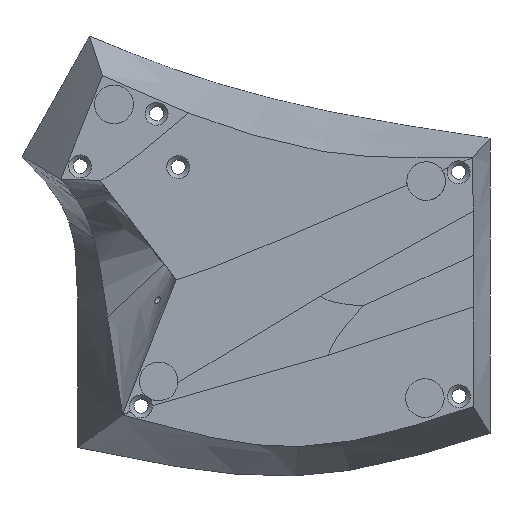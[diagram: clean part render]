
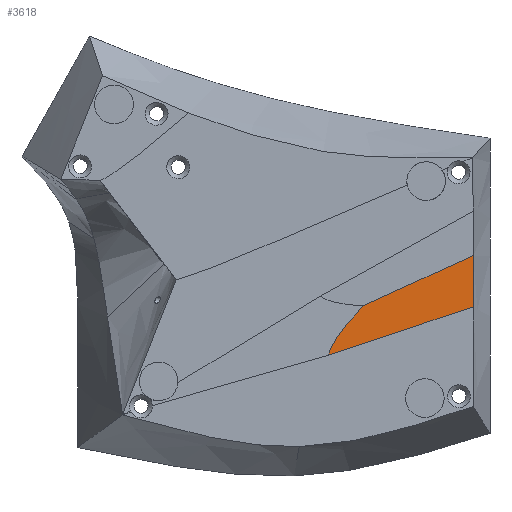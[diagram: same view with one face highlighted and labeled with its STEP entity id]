
A CAD part, front view. The second image highlights one B-rep face of the part: STEP entity #3618.
In plain terms, the highlighted free-form (B-spline) face has degree [3, 3] with [9, 9] control points.
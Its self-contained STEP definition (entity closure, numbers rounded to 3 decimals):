
#63=B_SPLINE_SURFACE_WITH_KNOTS('',3,3,((#9983,#9984,#9985,#9986,#9987,
#9988,#9989,#9990,#9991),(#9992,#9993,#9994,#9995,#9996,#9997,#9998,#9999,
#10000),(#10001,#10002,#10003,#10004,#10005,#10006,#10007,#10008,#10009),
(#10010,#10011,#10012,#10013,#10014,#10015,#10016,#10017,#10018),(#10019,
#10020,#10021,#10022,#10023,#10024,#10025,#10026,#10027),(#10028,#10029,
#10030,#10031,#10032,#10033,#10034,#10035,#10036),(#10037,#10038,#10039,
#10040,#10041,#10042,#10043,#10044,#10045),(#10046,#10047,#10048,#10049,
#10050,#10051,#10052,#10053,#10054),(#10055,#10056,#10057,#10058,#10059,
#10060,#10061,#10062,#10063)),.UNSPECIFIED.,.F.,.F.,.F.,(4,1,2,2,4),(4,
1,2,2,4),(0.,0.028,0.056,0.084,0.111),
(0.,0.028,0.056,0.084,0.111),
 .UNSPECIFIED.);
#229=B_SPLINE_CURVE_WITH_KNOTS('',3,(#7829,#7830,#7831,#7832,#7833,#7834,
#7835,#7836,#7837,#7838),.UNSPECIFIED.,.F.,.F.,(4,2,2,2,4),(-0.111,
-0.084,-0.056,-0.028,0.),
 .UNSPECIFIED.);
#270=B_SPLINE_CURVE_WITH_KNOTS('',3,(#10065,#10066,#10067,#10068,#10069,
#10070,#10071),.UNSPECIFIED.,.F.,.F.,(4,1,2,4),(0.111,0.167,
0.195,0.223),.UNSPECIFIED.);
#271=B_SPLINE_CURVE_WITH_KNOTS('',3,(#10073,#10074,#10075,#10076),
 .UNSPECIFIED.,.F.,.F.,(4,4),(0.223,0.334),
 .UNSPECIFIED.);
#272=B_SPLINE_CURVE_WITH_KNOTS('',3,(#10077,#10078,#10079,#10080,#10081,
#10082,#10083,#10084,#10085),.UNSPECIFIED.,.F.,.F.,(4,1,2,2,4),(0.,0.028,
0.056,0.084,0.111),.UNSPECIFIED.);
#632=FACE_OUTER_BOUND('',#848,.T.);
#848=EDGE_LOOP('',(#3229,#3230,#3231,#3232));
#1707=VERTEX_POINT('',#7820);
#1708=VERTEX_POINT('',#7828);
#1769=VERTEX_POINT('',#10064);
#1770=VERTEX_POINT('',#10072);
#2167=EDGE_CURVE('',#1708,#1707,#229,.T.);
#2278=EDGE_CURVE('',#1707,#1769,#270,.T.);
#2279=EDGE_CURVE('',#1769,#1770,#271,.T.);
#2280=EDGE_CURVE('',#1770,#1708,#272,.T.);
#3229=ORIENTED_EDGE('',*,*,#2278,.T.);
#3230=ORIENTED_EDGE('',*,*,#2279,.T.);
#3231=ORIENTED_EDGE('',*,*,#2280,.T.);
#3232=ORIENTED_EDGE('',*,*,#2167,.T.);
#3618=ADVANCED_FACE('',(#632),#63,.F.);
#7820=CARTESIAN_POINT('',(68.247,0.,-35.372));
#7828=CARTESIAN_POINT('',(78.218,0.,-21.307));
#7829=CARTESIAN_POINT('Ctrl Pts',(78.218,0.,-21.307));
#7830=CARTESIAN_POINT('Ctrl Pts',(77.257,0.,-22.282));
#7831=CARTESIAN_POINT('Ctrl Pts',(76.339,0.,-23.203));
#7832=CARTESIAN_POINT('Ctrl Pts',(74.45,0.,-25.286));
#7833=CARTESIAN_POINT('Ctrl Pts',(73.479,0.,-26.448));
#7834=CARTESIAN_POINT('Ctrl Pts',(71.484,0.,-29.014));
#7835=CARTESIAN_POINT('Ctrl Pts',(70.585,0.,-30.324));
#7836=CARTESIAN_POINT('Ctrl Pts',(69.126,0.,-32.902));
#7837=CARTESIAN_POINT('Ctrl Pts',(68.566,0.,-34.169));
#7838=CARTESIAN_POINT('Ctrl Pts',(68.247,0.,-35.372));
#9983=CARTESIAN_POINT('Ctrl Pts',(109.326,0.,-21.674));
#9984=CARTESIAN_POINT('Ctrl Pts',(109.328,0.,-20.451));
#9985=CARTESIAN_POINT('Ctrl Pts',(109.333,0.,-17.99));
#9986=CARTESIAN_POINT('Ctrl Pts',(109.338,0.,-15.524));
#9987=CARTESIAN_POINT('Ctrl Pts',(109.343,0.,-13.07));
#9988=CARTESIAN_POINT('Ctrl Pts',(109.346,0.,-11.85));
#9989=CARTESIAN_POINT('Ctrl Pts',(109.35,0.,-9.435));
#9990=CARTESIAN_POINT('Ctrl Pts',(109.353,0.,-8.241));
#9991=CARTESIAN_POINT('Ctrl Pts',(109.354,0.,-7.068));
#9992=CARTESIAN_POINT('Ctrl Pts',(105.988,0.,-22.839));
#9993=CARTESIAN_POINT('Ctrl Pts',(106.004,0.,-21.629));
#9994=CARTESIAN_POINT('Ctrl Pts',(106.062,0.,-19.189));
#9995=CARTESIAN_POINT('Ctrl Pts',(106.14,0.,-16.749));
#9996=CARTESIAN_POINT('Ctrl Pts',(106.212,0.,-14.327));
#9997=CARTESIAN_POINT('Ctrl Pts',(106.246,0.,-13.125));
#9998=CARTESIAN_POINT('Ctrl Pts',(106.292,0.,-10.759));
#9999=CARTESIAN_POINT('Ctrl Pts',(106.304,0.,-9.595));
#10000=CARTESIAN_POINT('Ctrl Pts',(106.298,0.,-8.459));
#10001=CARTESIAN_POINT('Ctrl Pts',(99.311,0.,-25.17));
#10002=CARTESIAN_POINT('Ctrl Pts',(99.355,0.,-23.984));
#10003=CARTESIAN_POINT('Ctrl Pts',(99.519,0.,-21.588));
#10004=CARTESIAN_POINT('Ctrl Pts',(99.743,0.,-19.198));
#10005=CARTESIAN_POINT('Ctrl Pts',(99.951,0.,-16.839));
#10006=CARTESIAN_POINT('Ctrl Pts',(100.046,0.,-15.675));
#10007=CARTESIAN_POINT('Ctrl Pts',(100.175,0.,-13.406));
#10008=CARTESIAN_POINT('Ctrl Pts',(100.208,0.,-12.302));
#10009=CARTESIAN_POINT('Ctrl Pts',(100.187,0.,-11.241));
#10010=CARTESIAN_POINT('Ctrl Pts',(92.571,0.,-27.483));
#10011=CARTESIAN_POINT('Ctrl Pts',(92.652,0.,-26.314));
#10012=CARTESIAN_POINT('Ctrl Pts',(92.951,0.,-23.94));
#10013=CARTESIAN_POINT('Ctrl Pts',(93.381,0.,-21.574));
#10014=CARTESIAN_POINT('Ctrl Pts',(93.803,0.,-19.251));
#10015=CARTESIAN_POINT('Ctrl Pts',(94.01,0.,-18.111));
#10016=CARTESIAN_POINT('Ctrl Pts',(94.302,0.,-15.925));
#10017=CARTESIAN_POINT('Ctrl Pts',(94.387,0.,-14.878));
#10018=CARTESIAN_POINT('Ctrl Pts',(94.353,0.,-13.902));
#10019=CARTESIAN_POINT('Ctrl Pts',(85.767,0.,-29.778));
#10020=CARTESIAN_POINT('Ctrl Pts',(85.894,0.,-28.617));
#10021=CARTESIAN_POINT('Ctrl Pts',(86.36,0.,-26.245));
#10022=CARTESIAN_POINT('Ctrl Pts',(87.056,0.,-23.877));
#10023=CARTESIAN_POINT('Ctrl Pts',(87.771,0.,-21.563));
#10024=CARTESIAN_POINT('Ctrl Pts',(88.133,0.,-20.435));
#10025=CARTESIAN_POINT('Ctrl Pts',(88.693,0.,-18.301));
#10026=CARTESIAN_POINT('Ctrl Pts',(88.87,0.,-17.309));
#10027=CARTESIAN_POINT('Ctrl Pts',(88.826,0.,-16.429));
#10028=CARTESIAN_POINT('Ctrl Pts',(82.333,0.,-30.916));
#10029=CARTESIAN_POINT('Ctrl Pts',(82.488,0.,-29.756));
#10030=CARTESIAN_POINT('Ctrl Pts',(83.052,0.,-27.374));
#10031=CARTESIAN_POINT('Ctrl Pts',(83.911,0.,-24.992));
#10032=CARTESIAN_POINT('Ctrl Pts',(84.807,0.,-22.67));
#10033=CARTESIAN_POINT('Ctrl Pts',(85.273,0.,-21.54));
#10034=CARTESIAN_POINT('Ctrl Pts',(86.02,0.,-19.418));
#10035=CARTESIAN_POINT('Ctrl Pts',(86.262,0.,-18.453));
#10036=CARTESIAN_POINT('Ctrl Pts',(86.368,0.,-17.556));
#10037=CARTESIAN_POINT('Ctrl Pts',(75.37,0.,-33.166));
#10038=CARTESIAN_POINT('Ctrl Pts',(75.595,0.,-31.995));
#10039=CARTESIAN_POINT('Ctrl Pts',(76.399,0.,-29.563));
#10040=CARTESIAN_POINT('Ctrl Pts',(77.663,0.,-27.103));
#10041=CARTESIAN_POINT('Ctrl Pts',(79.008,0.,-24.722));
#10042=CARTESIAN_POINT('Ctrl Pts',(79.72,0.,-23.569));
#10043=CARTESIAN_POINT('Ctrl Pts',(80.993,0.,-21.44));
#10044=CARTESIAN_POINT('Ctrl Pts',(81.546,0.,-20.473));
#10045=CARTESIAN_POINT('Ctrl Pts',(82.063,0.,-19.533));
#10046=CARTESIAN_POINT('Ctrl Pts',(71.84,0.,-34.278));
#10047=CARTESIAN_POINT('Ctrl Pts',(72.108,0.,-33.095));
#10048=CARTESIAN_POINT('Ctrl Pts',(73.055,0.,-30.622));
#10049=CARTESIAN_POINT('Ctrl Pts',(74.561,0.,-28.1));
#10050=CARTESIAN_POINT('Ctrl Pts',(76.214,0.,-25.645));
#10051=CARTESIAN_POINT('Ctrl Pts',(77.045,0.,-24.474));
#10052=CARTESIAN_POINT('Ctrl Pts',(78.637,0.,-22.339));
#10053=CARTESIAN_POINT('Ctrl Pts',(79.539,0.,-21.371));
#10054=CARTESIAN_POINT('Ctrl Pts',(80.216,0.,-20.385));
#10055=CARTESIAN_POINT('Ctrl Pts',(68.247,0.,-35.372));
#10056=CARTESIAN_POINT('Ctrl Pts',(68.566,0.,-34.169));
#10057=CARTESIAN_POINT('Ctrl Pts',(69.686,0.,-31.634));
#10058=CARTESIAN_POINT('Ctrl Pts',(71.484,0.,-29.014));
#10059=CARTESIAN_POINT('Ctrl Pts',(73.479,0.,-26.448));
#10060=CARTESIAN_POINT('Ctrl Pts',(74.45,0.,-25.286));
#10061=CARTESIAN_POINT('Ctrl Pts',(76.339,0.,-23.203));
#10062=CARTESIAN_POINT('Ctrl Pts',(77.257,0.,-22.282));
#10063=CARTESIAN_POINT('Ctrl Pts',(78.218,0.,-21.307));
#10064=CARTESIAN_POINT('',(109.326,0.,-21.674));
#10065=CARTESIAN_POINT('Ctrl Pts',(68.247,0.,-35.372));
#10066=CARTESIAN_POINT('Ctrl Pts',(75.433,0.,-33.184));
#10067=CARTESIAN_POINT('Ctrl Pts',(85.83,0.,-29.795));
#10068=CARTESIAN_POINT('Ctrl Pts',(95.941,0.,-26.326));
#10069=CARTESIAN_POINT('Ctrl Pts',(102.649,0.,-24.004));
#10070=CARTESIAN_POINT('Ctrl Pts',(105.988,0.,-22.839));
#10071=CARTESIAN_POINT('Ctrl Pts',(109.326,0.,-21.674));
#10072=CARTESIAN_POINT('',(109.354,0.,-7.068));
#10073=CARTESIAN_POINT('Ctrl Pts',(109.326,0.,
-21.674));
#10074=CARTESIAN_POINT('Ctrl Pts',(109.335,0.,-16.784));
#10075=CARTESIAN_POINT('Ctrl Pts',(109.347,0.,-11.762));
#10076=CARTESIAN_POINT('Ctrl Pts',(109.354,0.,
-7.068));
#10077=CARTESIAN_POINT('Ctrl Pts',(109.354,0.,-7.068));
#10078=CARTESIAN_POINT('Ctrl Pts',(106.298,0.,-8.459));
#10079=CARTESIAN_POINT('Ctrl Pts',(100.187,0.,-11.241));
#10080=CARTESIAN_POINT('Ctrl Pts',(94.353,0.,-13.902));
#10081=CARTESIAN_POINT('Ctrl Pts',(88.826,0.,-16.429));
#10082=CARTESIAN_POINT('Ctrl Pts',(86.368,0.,-17.556));
#10083=CARTESIAN_POINT('Ctrl Pts',(82.063,0.,-19.533));
#10084=CARTESIAN_POINT('Ctrl Pts',(80.216,0.,-20.385));
#10085=CARTESIAN_POINT('Ctrl Pts',(78.218,0.,-21.307));
